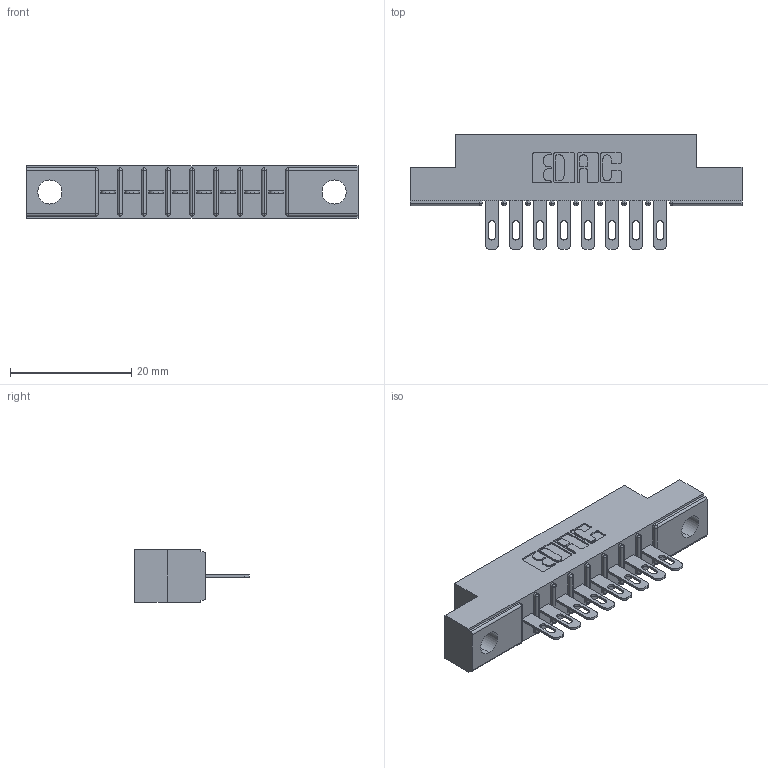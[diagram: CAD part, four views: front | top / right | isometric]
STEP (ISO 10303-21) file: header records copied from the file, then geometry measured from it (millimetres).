
FILE_DESCRIPTION (( 'STEP AP203' ), '1' );
FILE_NAME ('316-008-500-104.STEP', '2018-07-30T23:49:10', ( '' ), ( '' ), 'SwSTEP 2.0', 'SolidWorks 2016', '' );
FILE_SCHEMA (( 'CONFIG_CONTROL_DESIGN' ));
Length unit declared in the file: inch
Products named in the file (3): 306 Part_.156 Dia; 306-290-001_100; 316-008-500-104
Assembly tree (9 placements, depth 2):
  316-008-500-104
    306 Part_.156 Dia
    306-290-001_100  x8
Bounding box: 54.71 x 18.87 x 8.71 mm (x, y, z)
Volume: 3603.8 mm3; surface area: 4868.1 mm2
Topology: 9 solids, 9 shells, 738 faces, 2072 edges, 1336 vertices
Faces by surface type: plane 482, cylinder 224, sphere 32
Entity records: 12447 total; most frequent: CARTESIAN_POINT 2089, ORIENTED_EDGE 2064, DIRECTION 2056, EDGE_CURVE 1032, VECTOR 794, LINE 794, VERTEX_POINT 664, AXIS2_PLACEMENT_3D 631
